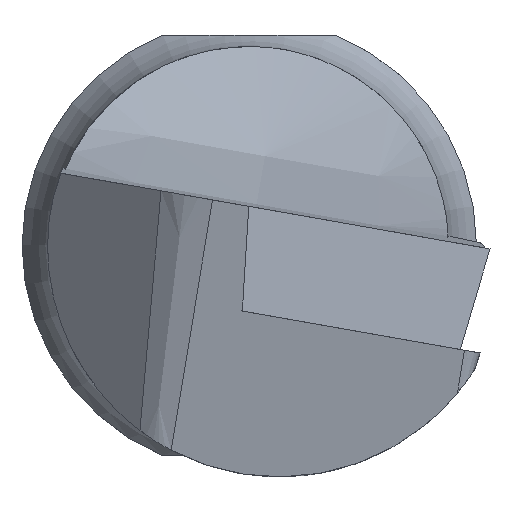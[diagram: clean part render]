
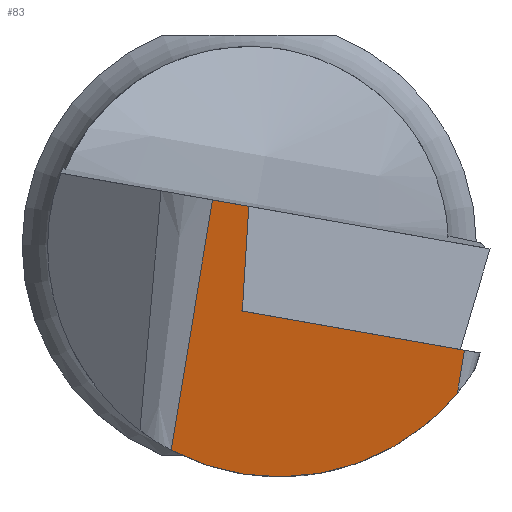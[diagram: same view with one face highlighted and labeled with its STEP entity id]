
A CAD part, left-side view. The second image highlights one B-rep face of the part: STEP entity #83.
In plain terms, the highlighted planar face has unit normal (-0.989, 0.105, -0.105).
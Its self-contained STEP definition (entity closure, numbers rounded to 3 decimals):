
#83=ADVANCED_FACE('',(#114),#104,.T.);
#104=PLANE('',#390);
#114=FACE_OUTER_BOUND('',#132,.T.);
#132=EDGE_LOOP('',(#160,#161,#162,#163,#164,#165));
#156=ELLIPSE('',#389,8.242,8.15);
#160=ORIENTED_EDGE('',*,*,#294,.F.);
#161=ORIENTED_EDGE('',*,*,#295,.F.);
#162=ORIENTED_EDGE('',*,*,#296,.T.);
#163=ORIENTED_EDGE('',*,*,#297,.T.);
#164=ORIENTED_EDGE('',*,*,#298,.F.);
#165=ORIENTED_EDGE('',*,*,#299,.F.);
#260=VERTEX_POINT('',#517);
#261=VERTEX_POINT('',#518);
#262=VERTEX_POINT('',#520);
#263=VERTEX_POINT('',#522);
#264=VERTEX_POINT('',#524);
#265=VERTEX_POINT('',#526);
#294=EDGE_CURVE('',#260,#261,#344,.T.);
#295=EDGE_CURVE('',#262,#260,#345,.T.);
#296=EDGE_CURVE('',#262,#263,#346,.T.);
#297=EDGE_CURVE('',#263,#264,#156,.T.);
#298=EDGE_CURVE('',#265,#264,#347,.T.);
#299=EDGE_CURVE('',#261,#265,#348,.T.);
#344=LINE('',#516,#366);
#345=LINE('',#519,#367);
#346=LINE('',#521,#368);
#347=LINE('',#525,#369);
#348=LINE('',#527,#370);
#366=VECTOR('',#425,1.);
#367=VECTOR('',#426,1.);
#368=VECTOR('',#427,1.);
#369=VECTOR('',#430,1.);
#370=VECTOR('',#431,1.);
#389=AXIS2_PLACEMENT_3D('',#523,#428,#429);
#390=AXIS2_PLACEMENT_3D('',#528,#432,#433);
#425=DIRECTION('',(0.112,0.061,-0.992));
#426=DIRECTION('',(-0.086,-0.981,-0.173));
#427=DIRECTION('',(0.121,0.162,-0.979));
#428=DIRECTION('',(-0.989,0.105,-0.105));
#429=DIRECTION('',(0.149,0.699,-0.7));
#430=DIRECTION('',(0.121,0.162,-0.979));
#431=DIRECTION('',(-0.086,-0.981,-0.173));
#432=DIRECTION('',(-0.989,0.105,-0.105));
#433=DIRECTION('',(-0.106,0.,0.994));
#516=CARTESIAN_POINT('',(1.027,0.051,0.83));
#517=CARTESIAN_POINT('',(0.965,0.017,1.374));
#518=CARTESIAN_POINT('',(1.382,0.246,-2.313));
#519=CARTESIAN_POINT('',(0.249,-8.173,-0.071));
#520=CARTESIAN_POINT('',(1.077,1.293,1.598));
#521=CARTESIAN_POINT('',(1.04,1.244,1.894));
#522=CARTESIAN_POINT('',(2.169,2.751,-7.21));
#523=CARTESIAN_POINT('',(0.998,-1.05,0.));
#524=CARTESIAN_POINT('',(0.885,-7.324,-5.202));
#525=CARTESIAN_POINT('',(0.212,-8.222,0.225));
#526=CARTESIAN_POINT('',(0.698,-7.574,-3.692));
#527=CARTESIAN_POINT('',(0.698,-7.574,-3.692));
#528=CARTESIAN_POINT('',(0.212,-8.222,0.225));
